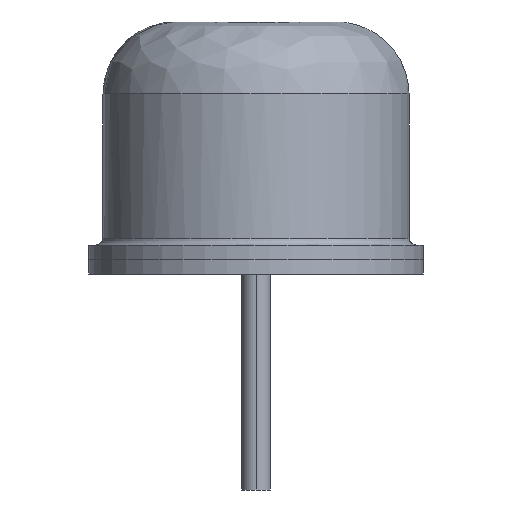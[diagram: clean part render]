
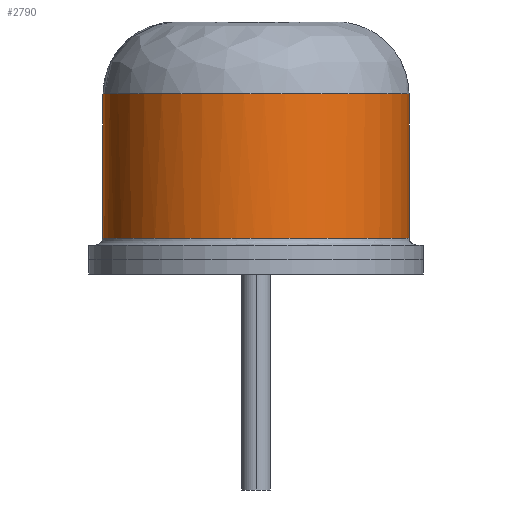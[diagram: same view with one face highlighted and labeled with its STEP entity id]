
A CAD part, left-side view. The second image highlights one B-rep face of the part: STEP entity #2790.
In plain terms, the highlighted free-form (B-spline) face has degree [1, 2] with [2, 7] control points.
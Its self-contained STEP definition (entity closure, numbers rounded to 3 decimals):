
#1374 = CARTESIAN_POINT ( 'NONE',  ( -3.425, -2.125, 0.5 ) ) ;
#1375 = DIRECTION ( 'NONE',  ( 0., 0., 1. ) ) ;
#1376 = VECTOR ( 'NONE', #1375, 1000. ) ;
#1391 = CARTESIAN_POINT ( 'NONE',  ( -3.425, -2.125, 1.5 ) ) ;
#1392 = LINE ( 'NONE', #1391, #1376 ) ;
#1404 = DIRECTION ( 'NONE',  ( 0., 0., -1. ) ) ;
#1416 = VECTOR ( 'NONE', #1404, 1000. ) ;
#1417 = CARTESIAN_POINT ( 'NONE',  ( 3.425, 2.125, 1.5 ) ) ;
#1418 = LINE ( 'NONE', #1417, #1416 ) ;
#1420 = CARTESIAN_POINT ( 'NONE',  ( 3.425, 2.125, 0.5 ) ) ;
#1421 =( BOUNDED_CURVE ( )  B_SPLINE_CURVE ( 2, ( #1489, #1488, #1487, #1486, #1485, #1484, #1483 ),
 .UNSPECIFIED., .F., .T. ) 
 B_SPLINE_CURVE_WITH_KNOTS ( ( 3, 2, 2, 3 ),
 ( 0., 0.258, 0.516, 1. ),
 .UNSPECIFIED. ) 
 CURVE ( )  GEOMETRIC_REPRESENTATION_ITEM ( )  RATIONAL_B_SPLINE_CURVE ( ( 1., 0.707, 1., 0.707, 1., 1., 1. ) ) 
 REPRESENTATION_ITEM ( '' )  );
#1483 = CARTESIAN_POINT ( 'NONE',  ( 3.425, 2.125, 2.5 ) ) ;
#1484 = CARTESIAN_POINT ( 'NONE',  ( 0., 2.125, 2.5 ) ) ;
#1485 = CARTESIAN_POINT ( 'NONE',  ( -3.425, 2.125, 2.5 ) ) ;
#1486 = CARTESIAN_POINT ( 'NONE',  ( -5.55, 2.125, 2.5 ) ) ;
#1487 = CARTESIAN_POINT ( 'NONE',  ( -5.55, 0., 2.5 ) ) ;
#1488 = CARTESIAN_POINT ( 'NONE',  ( -5.55, -2.125, 2.5 ) ) ;
#1489 = CARTESIAN_POINT ( 'NONE',  ( -3.425, -2.125, 2.5 ) ) ;
#1490 = CARTESIAN_POINT ( 'NONE',  ( 3.425, 2.125, 2.5 ) ) ;
#1491 = CARTESIAN_POINT ( 'NONE',  ( 0., 2.125, 2.5 ) ) ;
#1492 = CARTESIAN_POINT ( 'NONE',  ( -3.425, 2.125, 2.5 ) ) ;
#1493 = CARTESIAN_POINT ( 'NONE',  ( -5.55, 2.125, 2.5 ) ) ;
#1494 = CARTESIAN_POINT ( 'NONE',  ( -5.55, 0., 2.5 ) ) ;
#1495 = CARTESIAN_POINT ( 'NONE',  ( -5.55, -2.125, 2.5 ) ) ;
#1496 = CARTESIAN_POINT ( 'NONE',  ( -3.425, -2.125, 2.5 ) ) ;
#1497 = CARTESIAN_POINT ( 'NONE',  ( 3.425, 2.125, 0.5 ) ) ;
#1498 = CARTESIAN_POINT ( 'NONE',  ( 0., 2.125, 0.5 ) ) ;
#1499 = CARTESIAN_POINT ( 'NONE',  ( -3.425, 2.125, 0.5 ) ) ;
#1500 = CARTESIAN_POINT ( 'NONE',  ( -5.55, 2.125, 0.5 ) ) ;
#1501 = CARTESIAN_POINT ( 'NONE',  ( -5.55, 0., 0.5 ) ) ;
#1502 = CARTESIAN_POINT ( 'NONE',  ( -5.55, -2.125, 0.5 ) ) ;
#1503 = CARTESIAN_POINT ( 'NONE',  ( -3.425, -2.125, 0.5 ) ) ;
#1504 =( BOUNDED_SURFACE ( )  B_SPLINE_SURFACE ( 1, 2, ( 
 ( #1503, #1502, #1501, #1500, #1499, #1498, #1497 ),
 ( #1496, #1495, #1494, #1493, #1492, #1491, #1490 ) ),
 .UNSPECIFIED., .F., .F., .T. ) 
 B_SPLINE_SURFACE_WITH_KNOTS ( ( 2, 2 ),
 ( 3, 2, 2, 3 ),
 ( 0.1, 2.1 ),
 ( -28.308, -24.656, -21.004, -14.154 ),
 .UNSPECIFIED. ) 
 GEOMETRIC_REPRESENTATION_ITEM ( )  RATIONAL_B_SPLINE_SURFACE ( (
 ( 1., 0.707, 1., 0.707, 1., 1., 1.),
 ( 1., 0.707, 1., 0.707, 1., 1., 1.) ) ) 
 REPRESENTATION_ITEM ( '' )  SURFACE ( )  );
#1508 = FACE_OUTER_BOUND ( 'NONE', #2791, .T. ) ;
#1583 = CARTESIAN_POINT ( 'NONE',  ( 3.425, 2.125, 0.5 ) ) ;
#1584 = CARTESIAN_POINT ( 'NONE',  ( 1.313, 2.125, 0.5 ) ) ;
#1585 = CARTESIAN_POINT ( 'NONE',  ( -0.967, 2.126, 0.5 ) ) ;
#1586 = CARTESIAN_POINT ( 'NONE',  ( -3.301, 2.128, 0.5 ) ) ;
#1587 = CARTESIAN_POINT ( 'NONE',  ( -4.047, 2.113, 0.5 ) ) ;
#1588 = CARTESIAN_POINT ( 'NONE',  ( -5.125, 1.59, 0.5 ) ) ;
#1589 = CARTESIAN_POINT ( 'NONE',  ( -5.671, 0.219, 0.5 ) ) ;
#1590 = CARTESIAN_POINT ( 'NONE',  ( -5.419, -0.896, 0.5 ) ) ;
#1591 = CARTESIAN_POINT ( 'NONE',  ( -4.746, -1.81, 0.5 ) ) ;
#1592 = CARTESIAN_POINT ( 'NONE',  ( -3.956, -2.126, 0.5 ) ) ;
#1593 = CARTESIAN_POINT ( 'NONE',  ( -3.425, -2.125, 0.5 ) ) ;
#1595 = B_SPLINE_CURVE_WITH_KNOTS ( 'NONE', 3,
 ( #1593, #1592, #1591, #1590, #1589, #1588, #1587, #1586, #1585, #1584, #1583 ),
 .UNSPECIFIED., .F., .F.,
 ( 4, 1, 1, 1, 1, 1, 1, 1, 4 ),
 ( 0., 0.119, 0.178, 0.249, 0.368, 0.487, 0.499, 0.535, 1. ),
 .UNSPECIFIED. ) ;
#1854 = CARTESIAN_POINT ( 'NONE',  ( -3.425, -2.125, 2.5 ) ) ;
#2068 = CARTESIAN_POINT ( 'NONE',  ( 3.425, 2.125, 2.5 ) ) ;
#2748 = EDGE_CURVE ( 'NONE', #2749, #2829, #1392, .T. ) ;
#2749 = VERTEX_POINT ( 'NONE', #1374 ) ;
#2752 = VERTEX_POINT ( 'NONE', #1420 ) ;
#2754 = EDGE_CURVE ( 'NONE', #2867, #2752, #1418, .T. ) ;
#2767 = EDGE_CURVE ( 'NONE', #2829, #2867, #1421, .T. ) ;
#2790 = ADVANCED_FACE ( 'NONE', ( #1508 ), #1504, .T. ) ;
#2791 = EDGE_LOOP ( 'NONE', ( #2792, #2798, #2800, #2793 ) ) ;
#2792 = ORIENTED_EDGE ( 'NONE', *, *, #2754, .T. ) ;
#2793 = ORIENTED_EDGE ( 'NONE', *, *, #2767, .T. ) ;
#2798 = ORIENTED_EDGE ( 'NONE', *, *, #2799, .F. ) ;
#2799 = EDGE_CURVE ( 'NONE', #2749, #2752, #1595, .T. ) ;
#2800 = ORIENTED_EDGE ( 'NONE', *, *, #2748, .T. ) ;
#2829 = VERTEX_POINT ( 'NONE', #1854 ) ;
#2867 = VERTEX_POINT ( 'NONE', #2068 ) ;
